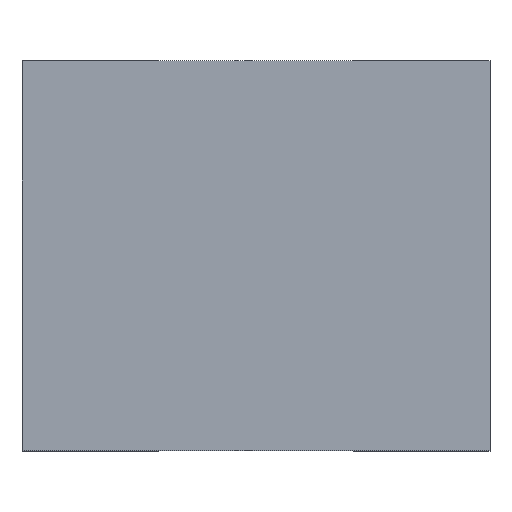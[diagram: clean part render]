
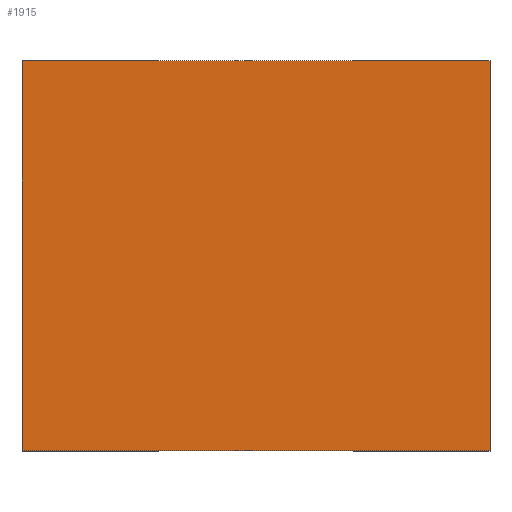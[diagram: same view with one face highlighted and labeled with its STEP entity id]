
A CAD part, top view. The second image highlights one B-rep face of the part: STEP entity #1915.
In plain terms, the highlighted planar face has unit normal (0, 0, 1).
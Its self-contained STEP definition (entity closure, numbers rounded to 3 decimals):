
#131=PLANE('',#2195);
#344=LINE('',#4441,#496);
#348=LINE('',#4450,#500);
#351=LINE('',#4456,#503);
#354=LINE('',#4462,#506);
#496=VECTOR('',#2721,1000.);
#500=VECTOR('',#2727,1000.);
#503=VECTOR('',#2732,1000.);
#506=VECTOR('',#2737,1000.);
#968=ORIENTED_EDGE('',*,*,#1192,.F.);
#969=ORIENTED_EDGE('',*,*,#1202,.F.);
#970=ORIENTED_EDGE('',*,*,#1199,.F.);
#971=ORIENTED_EDGE('',*,*,#1196,.F.);
#1192=EDGE_CURVE('',#1368,#1369,#344,.T.);
#1196=EDGE_CURVE('',#1369,#1372,#348,.T.);
#1199=EDGE_CURVE('',#1372,#1374,#351,.T.);
#1202=EDGE_CURVE('',#1374,#1368,#354,.T.);
#1368=VERTEX_POINT('',#4442);
#1369=VERTEX_POINT('',#4443);
#1372=VERTEX_POINT('',#4451);
#1374=VERTEX_POINT('',#4457);
#1563=EDGE_LOOP('',(#968,#969,#970,#971));
#1747=FACE_BOUND('',#1563,.T.);
#1915=ADVANCED_FACE('',(#1747),#131,.F.);
#2195=AXIS2_PLACEMENT_3D('',#4465,#2741,#2742);
#2721=DIRECTION('',(0.,-1.,0.));
#2727=DIRECTION('',(-1.,0.,0.));
#2732=DIRECTION('',(0.,1.,0.));
#2737=DIRECTION('',(1.,0.,0.));
#2741=DIRECTION('',(0.,0.,-1.));
#2742=DIRECTION('',(-1.,0.,0.));
#4441=CARTESIAN_POINT('',(0.6,0.5,0.9));
#4442=CARTESIAN_POINT('',(0.6,0.5,0.9));
#4443=CARTESIAN_POINT('',(0.6,-0.5,0.9));
#4450=CARTESIAN_POINT('',(0.6,-0.5,0.9));
#4451=CARTESIAN_POINT('',(-0.6,-0.5,0.9));
#4456=CARTESIAN_POINT('',(-0.6,-0.5,0.9));
#4457=CARTESIAN_POINT('',(-0.6,0.5,0.9));
#4462=CARTESIAN_POINT('',(-0.6,0.5,0.9));
#4465=CARTESIAN_POINT('',(0.,0.,0.9));
